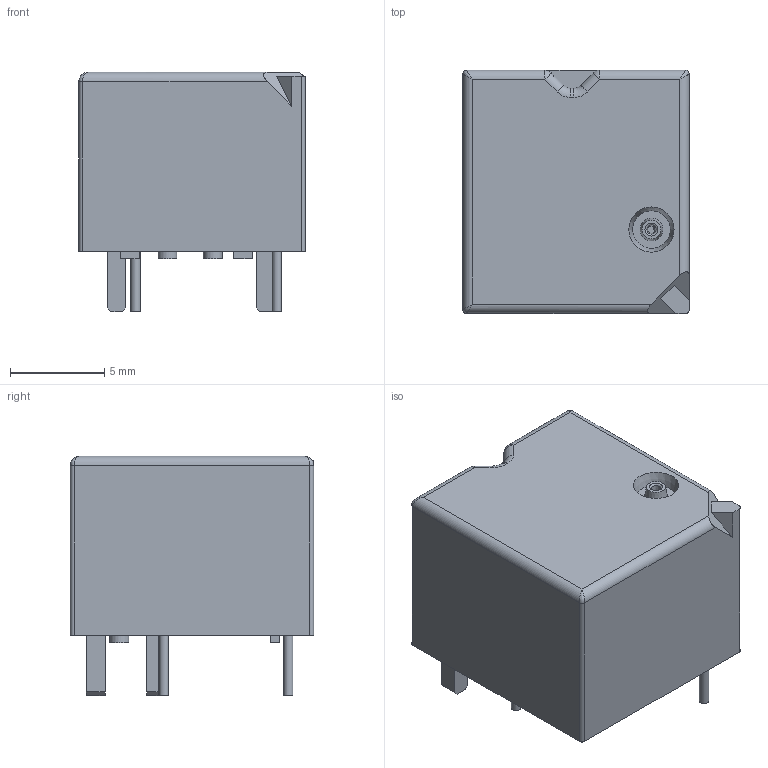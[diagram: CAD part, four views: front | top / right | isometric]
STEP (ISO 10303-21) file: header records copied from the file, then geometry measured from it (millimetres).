
FILE_DESCRIPTION(('FreeCAD Model'),'2;1');
FILE_NAME('Open CASCADE Shape Model','2023-08-11T16:52:36',('Author'),( ''),'Open CASCADE STEP processor 7.6','FreeCAD','Unknown');
FILE_SCHEMA(('AUTOMOTIVE_DESIGN { 1 0 10303 214 1 1 1 1 }'));
Length unit declared in the file: millimetre
Products named in the file (9): COMPOUND008_cp009; COMPOUND008_cp001; COMPOUND008_cp002; COMPOUND008_cp003; COMPOUND008_cp004; COMPOUND008_cp005; COMPOUND008_cp006; COMPOUND008_cp007; COMPOUND008_cp008
Assembly tree (8 placements, depth 2):
  COMPOUND008_cp009
    COMPOUND008_cp001
    COMPOUND008_cp002
    COMPOUND008_cp003
    COMPOUND008_cp004
    COMPOUND008_cp005
    COMPOUND008_cp006
    COMPOUND008_cp007
    COMPOUND008_cp008
Bounding box: 12 x 12.9 x 12.7 mm (x, y, z)
Volume: 412.8 mm3; surface area: 1862.4 mm2
Topology: 8 solids, 8 shells, 361 faces, 941 edges, 583 vertices
Faces by surface type: plane 243, cylinder 82, sphere 16, cone 9, bspline 6, torus 5
Full cylindrical faces by diameter (mm): 0.4 x1, 0.5 x2, 0.6 x2, 1 x2
Entity records: 11081 total; most frequent: CARTESIAN_POINT 2014, ORIENTED_EDGE 1842, DIRECTION 1832, EDGE_CURVE 921, LINE 702, VECTOR 702, VERTEX_POINT 583, AXIS2_PLACEMENT_3D 565
